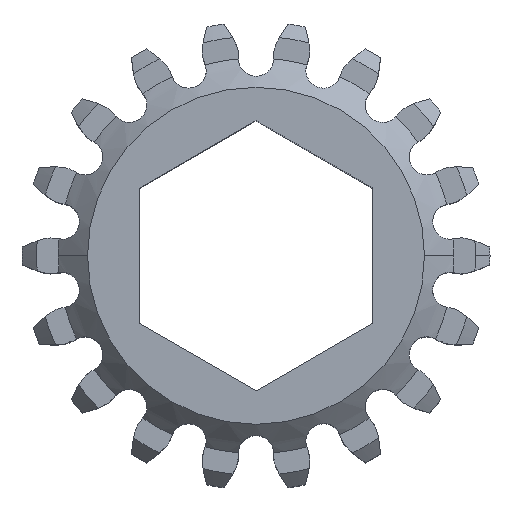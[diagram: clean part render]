
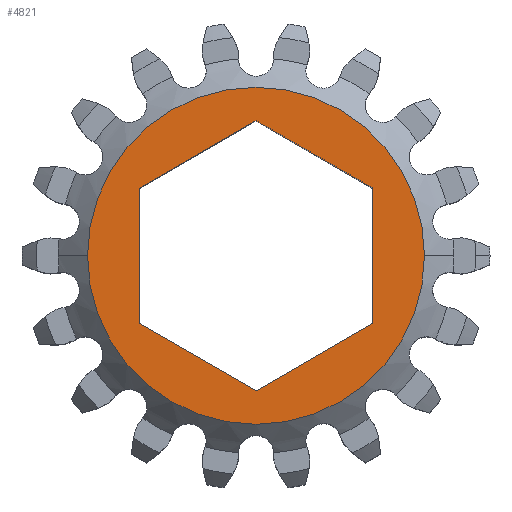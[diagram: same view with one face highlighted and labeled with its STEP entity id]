
A CAD part, top view. The second image highlights one B-rep face of the part: STEP entity #4821.
In plain terms, the highlighted planar face has unit normal (0, 0, 1).
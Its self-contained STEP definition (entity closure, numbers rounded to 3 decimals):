
#29 = FACE_BOUND ( 'NONE', #106, .T. ) ;
#106 = EDGE_LOOP ( 'NONE', ( #9619, #7488, #8971, #2667, #6523, #268 ) ) ;
#186 = LINE ( 'NONE', #3318, #6605 ) ;
#268 = ORIENTED_EDGE ( 'NONE', *, *, #2535, .F. ) ;
#438 = CARTESIAN_POINT ( 'NONE',  ( 0., 0., 6.35 ) ) ;
#658 = EDGE_CURVE ( 'NONE', #1596, #9532, #7868, .T. ) ;
#685 = DIRECTION ( 'NONE',  ( 0.866, 0.5, 0. ) ) ;
#833 = EDGE_CURVE ( 'NONE', #3198, #10056, #3595, .T. ) ;
#1042 = DIRECTION ( 'NONE',  ( 0.866, -0.5, 0. ) ) ;
#1082 = VERTEX_POINT ( 'NONE', #5888 ) ;
#1512 = ORIENTED_EDGE ( 'NONE', *, *, #3761, .F. ) ;
#1596 = VERTEX_POINT ( 'NONE', #9212 ) ;
#1613 = CARTESIAN_POINT ( 'NONE',  ( 3.175, -5.499, 6.35 ) ) ;
#1625 = CARTESIAN_POINT ( 'NONE',  ( 0., -7.332, 6.35 ) ) ;
#1810 = CARTESIAN_POINT ( 'NONE',  ( -9.144, 0., 6.35 ) ) ;
#2309 = CARTESIAN_POINT ( 'NONE',  ( -6.35, 3.666, 6.35 ) ) ;
#2336 = CARTESIAN_POINT ( 'NONE',  ( 6.35, 0., 6.35 ) ) ;
#2535 = EDGE_CURVE ( 'NONE', #5362, #1596, #7722, .T. ) ;
#2667 = ORIENTED_EDGE ( 'NONE', *, *, #9441, .F. ) ;
#3158 = FACE_OUTER_BOUND ( 'NONE', #3974, .T. ) ;
#3198 = VERTEX_POINT ( 'NONE', #2309 ) ;
#3318 = CARTESIAN_POINT ( 'NONE',  ( 3.175, 5.499, 6.35 ) ) ;
#3595 = LINE ( 'NONE', #9089, #6415 ) ;
#3602 = VERTEX_POINT ( 'NONE', #5581 ) ;
#3615 = CARTESIAN_POINT ( 'NONE',  ( -3.175, -5.499, 6.35 ) ) ;
#3688 = EDGE_CURVE ( 'NONE', #10056, #5362, #4324, .T. ) ;
#3761 = EDGE_CURVE ( 'NONE', #8798, #3602, #5894, .T. ) ;
#3826 = DIRECTION ( 'NONE',  ( 0., 0., -1. ) ) ;
#3974 = EDGE_LOOP ( 'NONE', ( #1512, #8830 ) ) ;
#4324 = LINE ( 'NONE', #3615, #5412 ) ;
#4787 = CARTESIAN_POINT ( 'NONE',  ( 6.35, 3.666, 6.35 ) ) ;
#4821 = ADVANCED_FACE ( 'NONE', ( #29, #3158 ), #9426, .T. ) ;
#4824 = AXIS2_PLACEMENT_3D ( 'NONE', #438, #6700, #9849 ) ;
#5234 = VECTOR ( 'NONE', #9392, 1000. ) ;
#5362 = VERTEX_POINT ( 'NONE', #1625 ) ;
#5412 = VECTOR ( 'NONE', #1042, 1000. ) ;
#5482 = CIRCLE ( 'NONE', #4824, 9.144 ) ;
#5581 = CARTESIAN_POINT ( 'NONE',  ( 9.144, 0., 6.35 ) ) ;
#5888 = CARTESIAN_POINT ( 'NONE',  ( 0., 7.332, 6.35 ) ) ;
#5894 = CIRCLE ( 'NONE', #7205, 9.144 ) ;
#6184 = EDGE_CURVE ( 'NONE', #1082, #3198, #8569, .T. ) ;
#6188 = DIRECTION ( 'NONE',  ( -1., 0., 0. ) ) ;
#6283 = CARTESIAN_POINT ( 'NONE',  ( 0., 0., 6.35 ) ) ;
#6415 = VECTOR ( 'NONE', #7550, 1000. ) ;
#6442 = DIRECTION ( 'NONE',  ( -0.866, 0.5, 0. ) ) ;
#6523 = ORIENTED_EDGE ( 'NONE', *, *, #658, .F. ) ;
#6605 = VECTOR ( 'NONE', #6442, 1000. ) ;
#6700 = DIRECTION ( 'NONE',  ( 0., 0., -1. ) ) ;
#6770 = DIRECTION ( 'NONE',  ( 1., 0., 0. ) ) ;
#7005 = CARTESIAN_POINT ( 'NONE',  ( 0., 0., 6.35 ) ) ;
#7097 = DIRECTION ( 'NONE',  ( 0., 1., 0. ) ) ;
#7110 = VECTOR ( 'NONE', #685, 1000. ) ;
#7205 = AXIS2_PLACEMENT_3D ( 'NONE', #7005, #3826, #6188 ) ;
#7488 = ORIENTED_EDGE ( 'NONE', *, *, #833, .F. ) ;
#7550 = DIRECTION ( 'NONE',  ( 0., -1., 0. ) ) ;
#7722 = LINE ( 'NONE', #1613, #7110 ) ;
#7868 = LINE ( 'NONE', #2336, #9036 ) ;
#8291 = CARTESIAN_POINT ( 'NONE',  ( -6.35, -3.666, 6.35 ) ) ;
#8569 = LINE ( 'NONE', #9294, #5234 ) ;
#8655 = DIRECTION ( 'NONE',  ( 0., 0., 1. ) ) ;
#8730 = AXIS2_PLACEMENT_3D ( 'NONE', #6283, #8655, #6770 ) ;
#8798 = VERTEX_POINT ( 'NONE', #1810 ) ;
#8830 = ORIENTED_EDGE ( 'NONE', *, *, #10105, .F. ) ;
#8971 = ORIENTED_EDGE ( 'NONE', *, *, #6184, .F. ) ;
#9036 = VECTOR ( 'NONE', #7097, 1000. ) ;
#9089 = CARTESIAN_POINT ( 'NONE',  ( -6.35, 0., 6.35 ) ) ;
#9212 = CARTESIAN_POINT ( 'NONE',  ( 6.35, -3.666, 6.35 ) ) ;
#9294 = CARTESIAN_POINT ( 'NONE',  ( -3.175, 5.499, 6.35 ) ) ;
#9392 = DIRECTION ( 'NONE',  ( -0.866, -0.5, 0. ) ) ;
#9426 = PLANE ( 'NONE',  #8730 ) ;
#9441 = EDGE_CURVE ( 'NONE', #9532, #1082, #186, .T. ) ;
#9532 = VERTEX_POINT ( 'NONE', #4787 ) ;
#9619 = ORIENTED_EDGE ( 'NONE', *, *, #3688, .F. ) ;
#9849 = DIRECTION ( 'NONE',  ( -1., 0., 0. ) ) ;
#10056 = VERTEX_POINT ( 'NONE', #8291 ) ;
#10105 = EDGE_CURVE ( 'NONE', #3602, #8798, #5482, .T. ) ;
